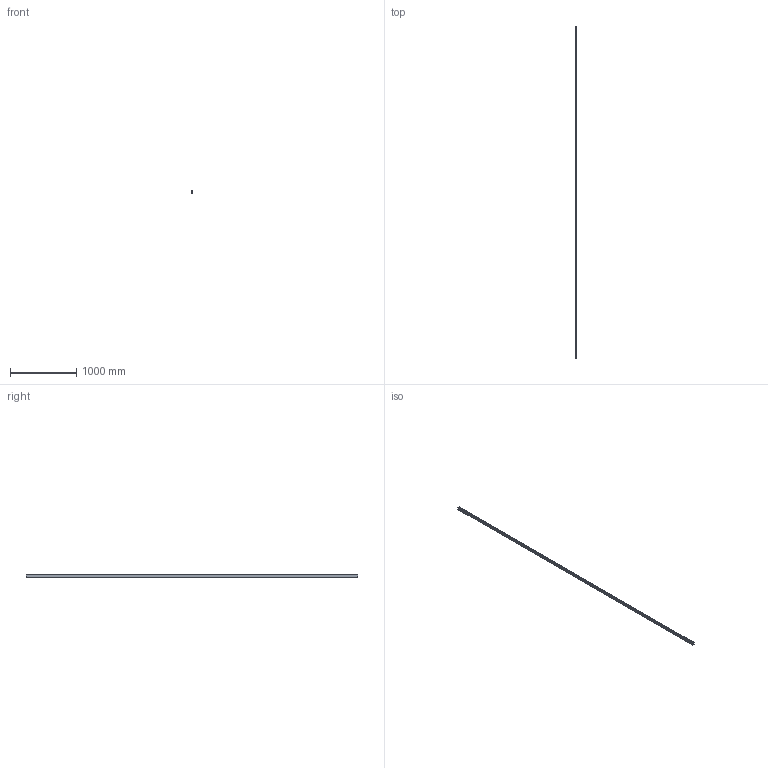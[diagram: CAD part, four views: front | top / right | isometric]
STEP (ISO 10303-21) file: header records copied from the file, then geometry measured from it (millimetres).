
FILE_DESCRIPTION(/* description */ (''),/* implementation_level */ '2;1');
FILE_NAME(/* name */ '11312_500.stp',/* time_stamp */ '2020-01-09T13:36:52+01:00',/* author */ ('SIMMETF'),/* organization */ (''),/* preprocessor_version */ 'ST-DEVELOPER v17.2',/* originating_system */ 'Autodesk Inventor 2019',/* authorisation */ '');
FILE_SCHEMA (('AUTOMOTIVE_DESIGN { 1 0 10303 214 3 1 1 }'));
Length unit declared in the file: millimetre
Products named in the file (1): 11312V500
Bounding box: 28 x 5000 x 37.4 mm (x, y, z)
Volume: 1461510.2 mm3; surface area: 1119598.5 mm2
Topology: 1 solids, 1 shells, 120 faces, 354 edges, 236 vertices
Faces by surface type: plane 66, cylinder 54
Entity records: 4135 total; most frequent: CARTESIAN_POINT 711, ORIENTED_EDGE 708, DIRECTION 704, EDGE_CURVE 354, LINE 246, VECTOR 246, VERTEX_POINT 236, AXIS2_PLACEMENT_3D 229
